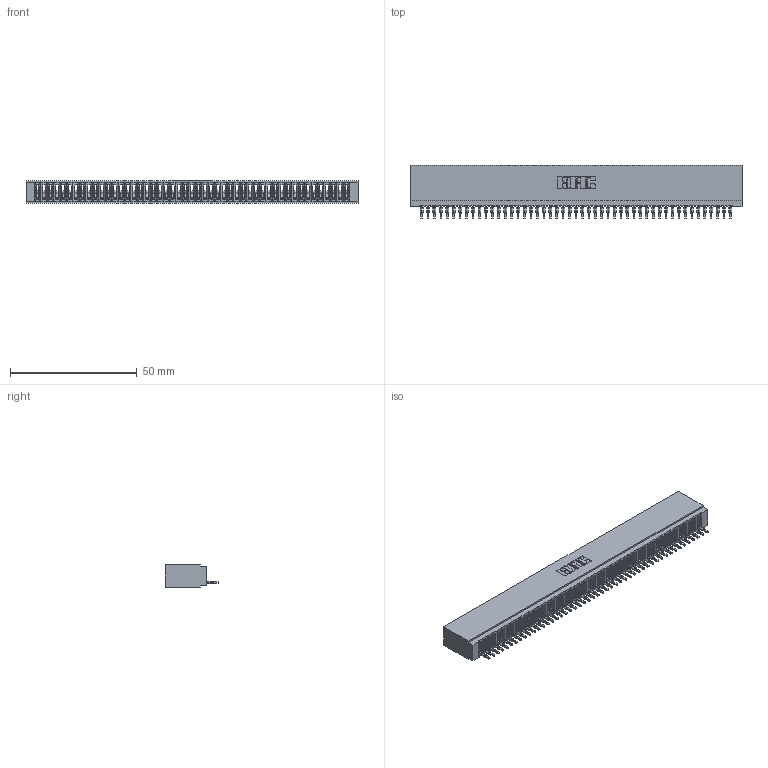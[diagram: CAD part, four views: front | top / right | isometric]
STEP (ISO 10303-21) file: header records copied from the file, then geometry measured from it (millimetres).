
FILE_DESCRIPTION (( 'STEP AP203' ), '1' );
FILE_NAME ('745-049-520-101.STEP', '2026-02-25T21:37:23', ( '' ), ( '' ), 'SwSTEP 2.0', 'SolidWorks 2023', '' );
FILE_SCHEMA (( 'CONFIG_CONTROL_DESIGN' ));
Length unit declared in the file: millimetre
Products named in the file (3): 745 Part_Insulator Option - 01; 745-049-520-101; 745-292-001_520
Assembly tree (50 placements, depth 2):
  745-049-520-101
    745 Part_Insulator Option - 01
    745-292-001_520  x49
Bounding box: 131.06 x 21.22 x 8.89 mm (x, y, z)
Volume: 11240.4 mm3; surface area: 20796.2 mm2
Topology: 50 solids, 50 shells, 5583 faces, 15350 edges, 9678 vertices
Faces by surface type: plane 3338, bspline 980, cylinder 971, torus 294
Entity records: 79969 total; most frequent: CARTESIAN_POINT 14594, ORIENTED_EDGE 14092, DIRECTION 12206, EDGE_CURVE 7046, LINE 6570, VECTOR 6570, VERTEX_POINT 4494, AXIS2_PLACEMENT_3D 2818
